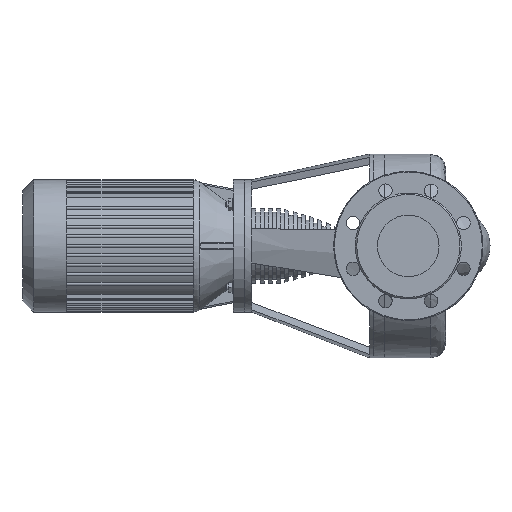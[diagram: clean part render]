
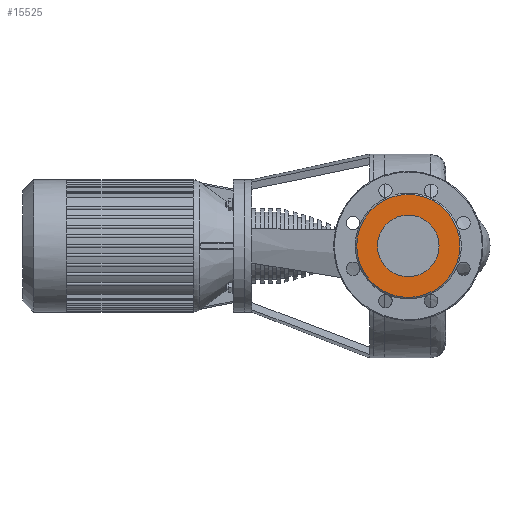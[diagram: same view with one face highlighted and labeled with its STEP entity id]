
A CAD part, left-side view. The second image highlights one B-rep face of the part: STEP entity #15525.
In plain terms, the highlighted planar face has unit normal (-1, 0, 0).
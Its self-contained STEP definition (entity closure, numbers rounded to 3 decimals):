
#14403=CARTESIAN_POINT('',(0.,41.25,0.0));
#14404=VERTEX_POINT('',#14403);
#14420=CARTESIAN_POINT('',(0.,-41.25,0.));
#14421=VERTEX_POINT('',#14420);
#14428=CARTESIAN_POINT('',(0.,0.,0.0));
#14429=DIRECTION('',(1.0,0.0,0.0));
#14430=DIRECTION('',(0.0,1.0,0.0));
#14431=AXIS2_PLACEMENT_3D('',#14428,#14429,#14430);
#14432=CIRCLE('',#14431,41.25);
#14433=EDGE_CURVE('',#14404,#14421,#14432,.T.);
#14591=CARTESIAN_POINT('',(0.0,69.0,0.0));
#14592=VERTEX_POINT('',#14591);
#14644=CARTESIAN_POINT('',(0.,-69.0,0.));
#14645=VERTEX_POINT('',#14644);
#14652=CARTESIAN_POINT('',(0.,0.,0.0));
#14653=DIRECTION('',(1.0,0.0,0.0));
#14654=DIRECTION('',(0.0,1.0,0.0));
#14655=AXIS2_PLACEMENT_3D('',#14652,#14653,#14654);
#14656=CIRCLE('',#14655,69.0);
#14657=EDGE_CURVE('',#14645,#14592,#14656,.T.);
#15351=CARTESIAN_POINT('',(0.,0.,0.0));
#15352=DIRECTION('',(1.0,0.0,0.0));
#15353=DIRECTION('',(0.0,1.0,0.0));
#15354=AXIS2_PLACEMENT_3D('',#15351,#15352,#15353);
#15355=CIRCLE('',#15354,69.0);
#15356=EDGE_CURVE('',#14592,#14645,#15355,.T.);
#15500=CARTESIAN_POINT('',(0.,0.,0.0));
#15501=DIRECTION('',(1.0,0.0,0.0));
#15502=DIRECTION('',(0.0,1.0,0.0));
#15503=AXIS2_PLACEMENT_3D('',#15500,#15501,#15502);
#15504=CIRCLE('',#15503,41.25);
#15505=EDGE_CURVE('',#14421,#14404,#15504,.T.);
#15512=CARTESIAN_POINT('',(0.,55.125,0.0));
#15513=DIRECTION('',(-1.0,0.0,0.0));
#15514=DIRECTION('',(0.0,0.0,1.0));
#15515=AXIS2_PLACEMENT_3D('',#15512,#15513,#15514);
#15516=PLANE('',#15515);
#15517=ORIENTED_EDGE('',*,*,#15356,.F.);
#15518=ORIENTED_EDGE('',*,*,#14657,.F.);
#15519=EDGE_LOOP('',(#15517,#15518));
#15520=FACE_OUTER_BOUND('',#15519,.T.);
#15521=ORIENTED_EDGE('',*,*,#14433,.T.);
#15522=ORIENTED_EDGE('',*,*,#15505,.T.);
#15523=EDGE_LOOP('',(#15521,#15522));
#15524=FACE_BOUND('',#15523,.T.);
#15525=ADVANCED_FACE('',(#15520,#15524),#15516,.T.);
